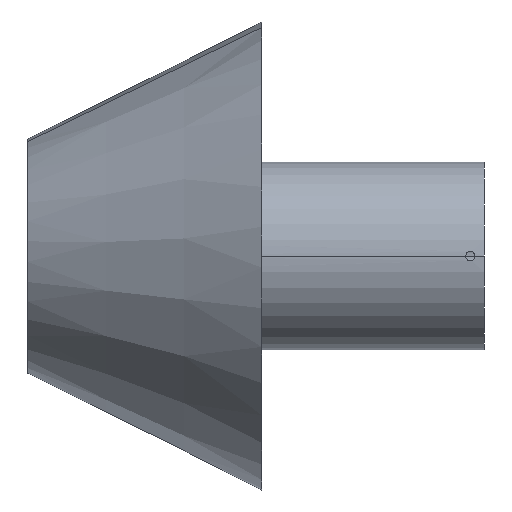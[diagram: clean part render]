
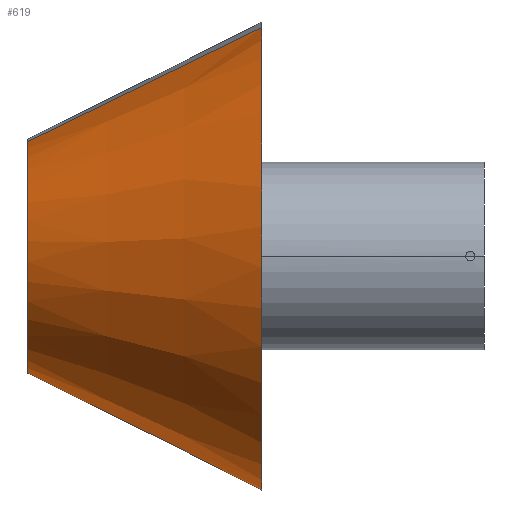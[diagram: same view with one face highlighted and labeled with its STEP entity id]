
A CAD part, left-side view. The second image highlights one B-rep face of the part: STEP entity #619.
In plain terms, the highlighted conical face has half-angle 26.565 degrees and reference radius 100 mm.
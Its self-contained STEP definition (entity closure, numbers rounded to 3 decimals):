
#34 = CARTESIAN_POINT ( 'NONE',  ( 0., 0., -100. ) ) ;
#42 = DIRECTION ( 'NONE',  ( 0., 0., -1. ) ) ;
#150 = CARTESIAN_POINT ( 'NONE',  ( 0., 0., -100. ) ) ;
#183 = VERTEX_POINT ( 'NONE', #793 ) ;
#275 = CARTESIAN_POINT ( 'NONE',  ( 0., -200., -200. ) ) ;
#342 = EDGE_CURVE ( 'NONE', #183, #795, #466, .T. ) ;
#385 = CARTESIAN_POINT ( 'NONE',  ( 0., 0., 0. ) ) ;
#422 = CARTESIAN_POINT ( 'NONE',  ( 0., 0., 100. ) ) ;
#465 = EDGE_CURVE ( 'NONE', #795, #1089, #944, .T. ) ;
#466 = LINE ( 'NONE', #422, #1321 ) ;
#472 = CARTESIAN_POINT ( 'NONE',  ( 0., -200., 0. ) ) ;
#554 = VECTOR ( 'NONE', #1374, 1000. ) ;
#602 = DIRECTION ( 'NONE',  ( 0., 0., -1. ) ) ;
#619 = ADVANCED_FACE ( 'NONE', ( #791 ), #625, .T. ) ;
#625 = CONICAL_SURFACE ( 'NONE', #685, 100., 0.464 ) ;
#685 = AXIS2_PLACEMENT_3D ( 'NONE', #385, #756, #1355 ) ;
#710 = ORIENTED_EDGE ( 'NONE', *, *, #465, .F. ) ;
#756 = DIRECTION ( 'NONE',  ( 0., -1., 0. ) ) ;
#784 = DIRECTION ( 'NONE',  ( 0., -1., 0. ) ) ;
#791 = FACE_OUTER_BOUND ( 'NONE', #1197, .T. ) ;
#793 = CARTESIAN_POINT ( 'NONE',  ( 0., 0., 100. ) ) ;
#795 = VERTEX_POINT ( 'NONE', #1033 ) ;
#835 = ORIENTED_EDGE ( 'NONE', *, *, #1566, .T. ) ;
#851 = ORIENTED_EDGE ( 'NONE', *, *, #342, .F. ) ;
#881 = LINE ( 'NONE', #34, #554 ) ;
#944 = CIRCLE ( 'NONE', #1031, 200. ) ;
#1031 = AXIS2_PLACEMENT_3D ( 'NONE', #472, #1322, #602 ) ;
#1033 = CARTESIAN_POINT ( 'NONE',  ( 0., -200., 200. ) ) ;
#1089 = VERTEX_POINT ( 'NONE', #275 ) ;
#1119 = AXIS2_PLACEMENT_3D ( 'NONE', #1505, #784, #42 ) ;
#1139 = ORIENTED_EDGE ( 'NONE', *, *, #1151, .T. ) ;
#1151 = EDGE_CURVE ( 'NONE', #1564, #1089, #881, .T. ) ;
#1197 = EDGE_LOOP ( 'NONE', ( #851, #835, #1139, #710 ) ) ;
#1321 = VECTOR ( 'NONE', #1422, 1000. ) ;
#1322 = DIRECTION ( 'NONE',  ( 0., -1., 0. ) ) ;
#1355 = DIRECTION ( 'NONE',  ( 0., 0., -1. ) ) ;
#1374 = DIRECTION ( 'NONE',  ( 0., -0.894, -0.447 ) ) ;
#1422 = DIRECTION ( 'NONE',  ( 0., -0.894, 0.447 ) ) ;
#1426 = CIRCLE ( 'NONE', #1119, 100. ) ;
#1505 = CARTESIAN_POINT ( 'NONE',  ( 0., 0., 0. ) ) ;
#1564 = VERTEX_POINT ( 'NONE', #150 ) ;
#1566 = EDGE_CURVE ( 'NONE', #183, #1564, #1426, .T. ) ;
